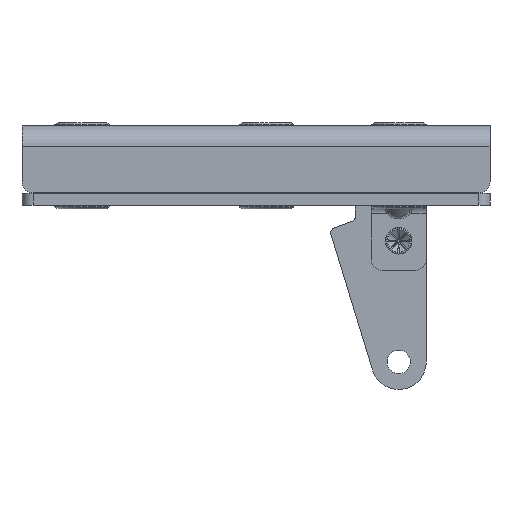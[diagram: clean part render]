
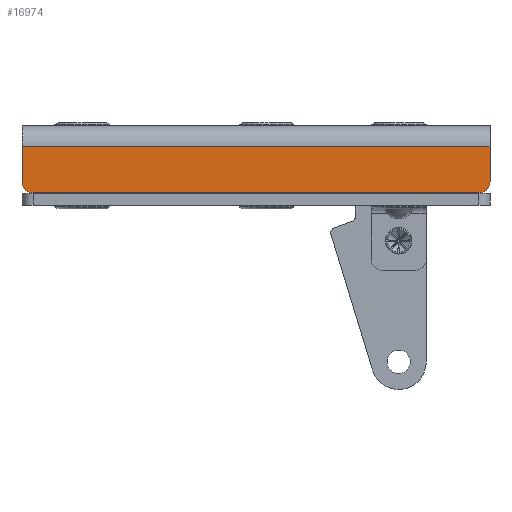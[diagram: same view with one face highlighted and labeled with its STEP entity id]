
A CAD part, front view. The second image highlights one B-rep face of the part: STEP entity #16974.
In plain terms, the highlighted planar face has unit normal (0, -1, 0).
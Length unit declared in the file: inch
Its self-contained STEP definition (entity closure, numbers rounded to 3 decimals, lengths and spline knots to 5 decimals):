
#446=PLANE('',#18303);
#1711=FACE_OUTER_BOUND('',#2658,.T.);
#2658=EDGE_LOOP('',(#12832,#12833,#12834,#12835,#12836,#12837));
#3828=CIRCLE('',#18304,0.125);
#3829=CIRCLE('',#18305,0.125);
#4346=LINE('',#27424,#5796);
#4352=LINE('',#27438,#5802);
#4353=LINE('',#27440,#5803);
#4354=LINE('',#27444,#5804);
#5796=VECTOR('',#20515,0.3937);
#5802=VECTOR('',#20525,0.3937);
#5803=VECTOR('',#20526,0.3937);
#5804=VECTOR('',#20529,0.3937);
#7559=VERTEX_POINT('',#27420);
#7561=VERTEX_POINT('',#27423);
#7567=VERTEX_POINT('',#27437);
#7568=VERTEX_POINT('',#27439);
#7569=VERTEX_POINT('',#27441);
#7570=VERTEX_POINT('',#27443);
#9557=EDGE_CURVE('',#7559,#7561,#4346,.T.);
#9564=EDGE_CURVE('',#7567,#7559,#4352,.T.);
#9565=EDGE_CURVE('',#7567,#7568,#4353,.T.);
#9566=EDGE_CURVE('',#7569,#7568,#3828,.T.);
#9567=EDGE_CURVE('',#7570,#7569,#4354,.T.);
#9568=EDGE_CURVE('',#7561,#7570,#3829,.T.);
#12832=ORIENTED_EDGE('',*,*,#9564,.F.);
#12833=ORIENTED_EDGE('',*,*,#9565,.T.);
#12834=ORIENTED_EDGE('',*,*,#9566,.F.);
#12835=ORIENTED_EDGE('',*,*,#9567,.F.);
#12836=ORIENTED_EDGE('',*,*,#9568,.F.);
#12837=ORIENTED_EDGE('',*,*,#9557,.F.);
#16974=ADVANCED_FACE('',(#1711),#446,.T.);
#18303=AXIS2_PLACEMENT_3D('',#27436,#20523,#20524);
#18304=AXIS2_PLACEMENT_3D('',#27442,#20527,#20528);
#18305=AXIS2_PLACEMENT_3D('',#27445,#20530,#20531);
#20515=DIRECTION('',(0.,0.,-1.));
#20523=DIRECTION('center_axis',(0.,-1.,0.));
#20524=DIRECTION('ref_axis',(0.,0.,
-1.));
#20525=DIRECTION('',(1.,0.,0.));
#20526=DIRECTION('',(0.,0.,-1.));
#20527=DIRECTION('center_axis',(0.,1.,0.));
#20528=DIRECTION('ref_axis',(-0.707,0.,-0.707));
#20529=DIRECTION('',(-1.,0.,0.));
#20530=DIRECTION('center_axis',(0.,1.,0.));
#20531=DIRECTION('ref_axis',(0.707,0.,-0.707));
#27420=CARTESIAN_POINT('',(3.5809,-1.1415,0.531));
#27423=CARTESIAN_POINT('',(3.5809,-1.1415,0.131));
#27424=CARTESIAN_POINT('',(3.5809,-1.1415,0.7655));
#27436=CARTESIAN_POINT('Origin',(-1.7316,-1.1415,0.7655));
#27437=CARTESIAN_POINT('',(-1.7316,-1.1415,0.531));
#27438=CARTESIAN_POINT('',(-0.42991,-1.1415,0.531));
#27439=CARTESIAN_POINT('',(-1.7316,-1.1415,0.131));
#27440=CARTESIAN_POINT('',(-1.7316,-1.1415,0.7655));
#27441=CARTESIAN_POINT('',(-1.6066,-1.1415,0.006));
#27442=CARTESIAN_POINT('Origin',(-1.6066,-1.1415,0.131));
#27443=CARTESIAN_POINT('',(3.4559,-1.1415,0.006));
#27444=CARTESIAN_POINT('',(3.5809,-1.1415,0.006));
#27445=CARTESIAN_POINT('Origin',(3.4559,-1.1415,0.131));
